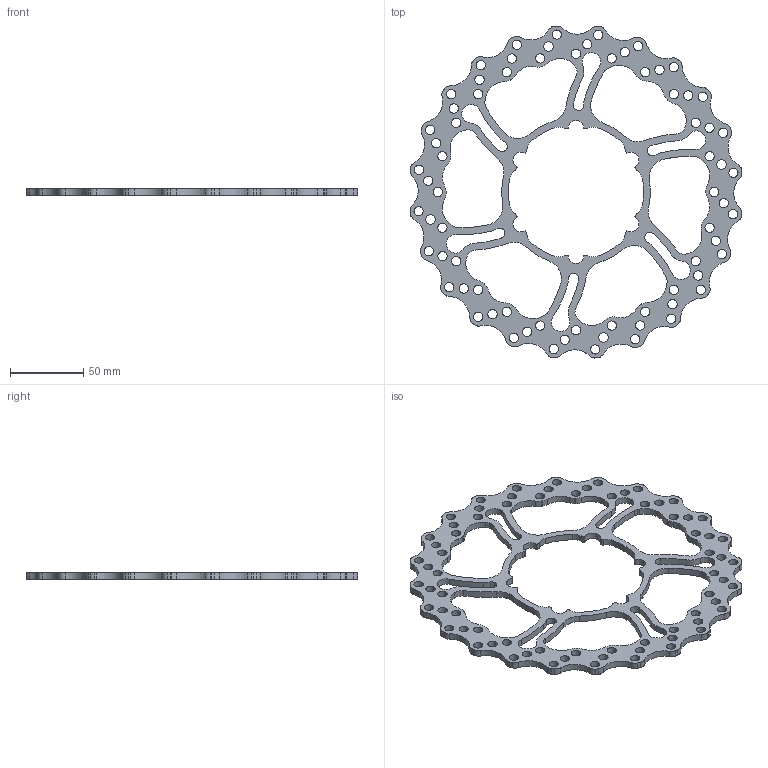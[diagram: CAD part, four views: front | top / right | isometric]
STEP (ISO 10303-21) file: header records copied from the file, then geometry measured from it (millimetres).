
FILE_DESCRIPTION (( 'STEP AP203' ), '1' );
FILE_NAME ('5107.STEP', '2015-07-30T17:15:51', ( 'Casey' ), ( 'Microsoft' ), 'SwSTEP 2.0', 'SolidWorks 2013', '' );
FILE_SCHEMA (( 'CONFIG_CONTROL_DESIGN' ));
Length unit declared in the file: inch
Products named in the file (1): 5107
Bounding box: 227.12 x 227.12 x 4.57 mm (x, y, z)
Volume: 65946.9 mm3; surface area: 48126.5 mm2
Topology: 1 solids, 1 shells, 470 faces, 1404 edges, 936 vertices
Faces by surface type: cylinder 468, plane 2
Entity records: 16823 total; most frequent: DIRECTION 3282, CARTESIAN_POINT 2811, ORIENTED_EDGE 2808, AXIS2_PLACEMENT_3D 1407, EDGE_CURVE 1404, VERTEX_POINT 936, CIRCLE 936, EDGE_LOOP 640
